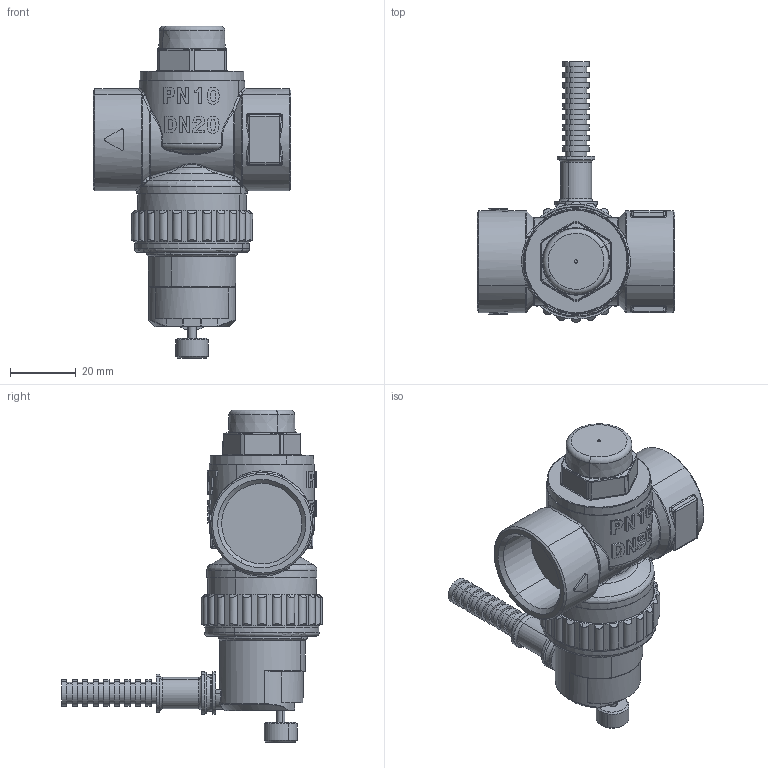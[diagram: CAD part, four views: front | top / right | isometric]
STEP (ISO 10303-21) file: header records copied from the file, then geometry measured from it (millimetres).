
FILE_DESCRIPTION(('CATIA V5 STEP','CAx-IF Rec.Pracs.--- Model Styling and Organization---1.2---2011-12-15','CAx-IF Rec.Pracs.--- Geometric and Assembly Validation Properties ---3.1---2011-10-19'),'2;1');
FILE_NAME('Complessivo.stp','2017-11-14T12:50:40+00:00',('none'),('none'),'Version 5-6 Release 2012','CATIA V5 STEP AP214','none');
FILE_SCHEMA(('AUTOMOTIVE_DESIGN { 1 0 10303 214 1 1 1 1 }'));
Length unit declared in the file: millimetre
Products named in the file (1): Part20
Bounding box: 60 x 79.2 x 100.8 mm (x, y, z)
Volume: 76426.2 mm3; surface area: 19652.1 mm2
Topology: 1 solids, 4 shells, 883 faces, 2129 edges, 1244 vertices
Faces by surface type: plane 306, cylinder 228, bspline 126, cone 109, torus 62, sphere 52
Entity records: 32491 total; most frequent: CARTESIAN_POINT 15360, ORIENTED_EDGE 4126, DIRECTION 2340, EDGE_CURVE 2063, VERTEX_POINT 1244, AXIS2_PLACEMENT_3D 1195, EDGE_LOOP 941, ADVANCED_FACE 883
